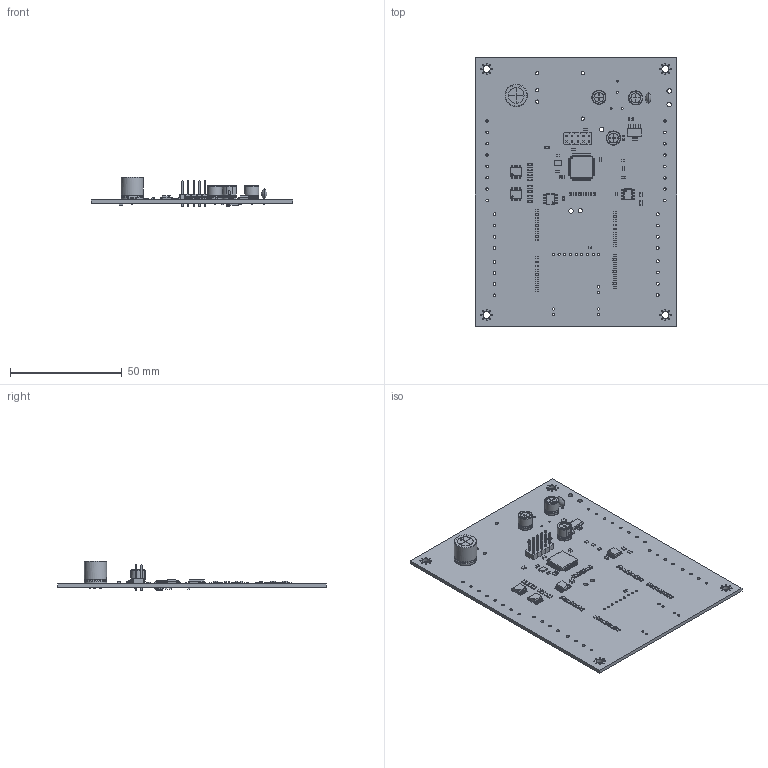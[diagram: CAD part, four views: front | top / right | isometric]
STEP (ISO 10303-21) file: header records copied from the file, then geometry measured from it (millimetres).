
FILE_DESCRIPTION(('KiCad electronic assembly'),'2;1');
FILE_NAME('_____.step','2024-02-01T20:13:27',('Pcbnew'),('Kicad'), 'Open CASCADE STEP processor 7.7','KiCad to STEP converter','Unknown' );
FILE_SCHEMA(('AUTOMOTIVE_DESIGN { 1 0 10303 214 1 1 1 1 }'));
Length unit declared in the file: millimetre
Products named in the file (30): _____ 1; R_0603_1608Metric; C_0603_1608Metric; LED_0603_1608Metric; C_Disc_D5.0mm_W2.5mm_P2.50mm; C_Disc_D50mm_W25mm_P250mm; R_0805_2012Metric; SOIC-8_3.9x4.9mm_P1.27mm; SOIC_8_39x49mm_P127mm; C_0805_2012Metric; LQFP-64_10x10mm_P0.5mm; LQFP_64_10x10mm_P05mm; CP_Radial_D6.3mm_P2.50mm; CP_Radial_D63mm_P250mm; PinHeader_2x05_P2.54mm_Vertical; PinHeader_2x05_P254mm_Vertical; SOT-223; SOT_223; CP_Radial_D10.0mm_P5.00mm; CP_Radial_D100mm_P500mm; Crystal_SMD_3225-4Pin_3.2x2.5mm_HandSoldering; D_SOD-123; D_SOD_123; è¿å¨æ§å¶å¡_PCB
Assembly tree (105 placements, depth 3):
  _____ 1
    R_0603_1608Metric  x32
      R_0603_1608Metric
    C_0603_1608Metric  x18
      C_0603_1608Metric
    LED_0603_1608Metric  x12
      LED_0603_1608Metric
    C_Disc_D5.0mm_W2.5mm_P2.50mm
      C_Disc_D50mm_W25mm_P250mm
    R_0805_2012Metric  x11
      R_0805_2012Metric
    SOIC-8_3.9x4.9mm_P1.27mm  x4
      SOIC_8_39x49mm_P127mm
    C_0805_2012Metric  x3
      C_0805_2012Metric
    LQFP-64_10x10mm_P0.5mm
      LQFP_64_10x10mm_P05mm
    CP_Radial_D6.3mm_P2.50mm  x3
      CP_Radial_D63mm_P250mm
    PinHeader_2x05_P2.54mm_Vertical
      PinHeader_2x05_P254mm_Vertical
    SOT-223
      SOT_223
    CP_Radial_D10.0mm_P5.00mm
      CP_Radial_D100mm_P500mm
    Crystal_SMD_3225-4Pin_3.2x2.5mm_HandSoldering
      Crystal_SMD_3225-4Pin_3.2x2.5mm_HandSoldering
    D_SOD-123
      D_SOD_123
    è¿å¨æ§å¶å¡_PCB
Bounding box: 90 x 120 x 13 mm (x, y, z)
Volume: 19006.9 mm3; surface area: 25625 mm2
Topology: 91 solids, 95 shells, 4636 faces, 12103 edges, 7749 vertices
Faces by surface type: plane 3038, cylinder 1289, bspline 283, revolution 16, torus 8, sphere 2
Full cylindrical faces by diameter (mm): 0.5 x41, 0.6 x4, 0.7 x2, 0.762 x4, 0.8 x8, 1 x12, 1.016 x15, 1.1 x16, 1.3 x16, 1.5 x5, 2 x5, 3.2 x4
Entity records: 76331 total; most frequent: CARTESIAN_POINT 14814, ORIENTED_EDGE 10118, DIRECTION 9670, EDGE_CURVE 5059, LINE 3800, VECTOR 3800, VERTEX_POINT 3201, AXIS2_PLACEMENT_3D 2931
